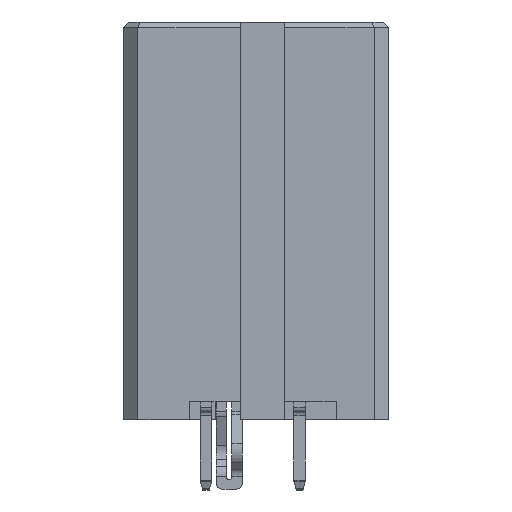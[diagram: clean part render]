
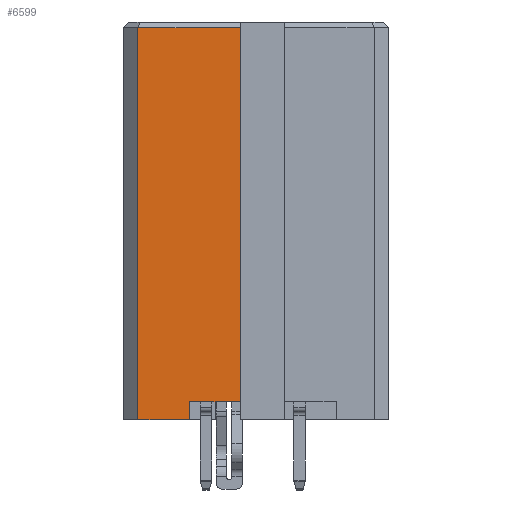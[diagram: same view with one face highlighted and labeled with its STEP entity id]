
A CAD part, left-side view. The second image highlights one B-rep face of the part: STEP entity #6599.
In plain terms, the highlighted planar face has unit normal (-1, 0, 0).
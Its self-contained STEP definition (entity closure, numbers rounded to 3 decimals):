
#2610=CARTESIAN_POINT('',(-14.62,6.415,-21.6));
#2611=VERTEX_POINT('',#2610);
#2636=CARTESIAN_POINT('',(-14.62,3.6,-21.6));
#2637=VERTEX_POINT('',#2636);
#2644=CARTESIAN_POINT('',(-14.62,3.6,-21.6));
#2645=DIRECTION('',(0.,1.,0.));
#2646=VECTOR('',#2645,2.815);
#2647=LINE('',#2644,#2646);
#2648=EDGE_CURVE('',#2637,#2611,#2647,.T.);
#2947=CARTESIAN_POINT('',(-14.62,3.6,-20.6));
#2948=VERTEX_POINT('',#2947);
#2957=CARTESIAN_POINT('',(-14.62,0.85,-20.6));
#2958=VERTEX_POINT('',#2957);
#2965=CARTESIAN_POINT('',(-14.62,0.85,-20.6));
#2966=DIRECTION('',(0.,1.,0.));
#2967=VECTOR('',#2966,2.75);
#2968=LINE('',#2965,#2967);
#2969=EDGE_CURVE('',#2958,#2948,#2968,.T.);
#2999=CARTESIAN_POINT('',(-14.62,3.6,-20.6));
#3000=DIRECTION('',(0.,0.,-1.));
#3001=VECTOR('',#3000,1.);
#3002=LINE('',#2999,#3001);
#3003=EDGE_CURVE('',#2948,#2637,#3002,.T.);
#6198=CARTESIAN_POINT('',(-14.62,6.415,-0.3));
#6199=VERTEX_POINT('',#6198);
#6200=CARTESIAN_POINT('',(-14.62,6.415,-21.6));
#6201=DIRECTION('',(0.,0.,1.));
#6202=VECTOR('',#6201,21.3);
#6203=LINE('',#6200,#6202);
#6204=EDGE_CURVE('',#2611,#6199,#6203,.T.);
#6564=CARTESIAN_POINT('',(-14.62,0.85,-0.3));
#6565=VERTEX_POINT('',#6564);
#6572=CARTESIAN_POINT('',(-14.62,0.85,-0.3));
#6573=DIRECTION('',(0.,0.,-1.));
#6574=VECTOR('',#6573,20.3);
#6575=LINE('',#6572,#6574);
#6576=EDGE_CURVE('',#6565,#2958,#6575,.T.);
#6581=CARTESIAN_POINT('',(-14.62,3.582,-10.8));
#6582=DIRECTION('',(0.,1.,0.));
#6583=DIRECTION('',(-1.,0.,-0.));
#6584=AXIS2_PLACEMENT_3D('',#6581,#6583,#6582);
#6585=PLANE('',#6584);
#6586=ORIENTED_EDGE('',*,*,#2648,.F.);
#6587=ORIENTED_EDGE('',*,*,#3003,.F.);
#6588=ORIENTED_EDGE('',*,*,#2969,.F.);
#6589=ORIENTED_EDGE('',*,*,#6576,.F.);
#6590=CARTESIAN_POINT('',(-14.62,0.85,-0.3));
#6591=DIRECTION('',(0.,1.,0.));
#6592=VECTOR('',#6591,5.565);
#6593=LINE('',#6590,#6592);
#6594=EDGE_CURVE('',#6565,#6199,#6593,.T.);
#6595=ORIENTED_EDGE('',*,*,#6594,.T.);
#6596=ORIENTED_EDGE('',*,*,#6204,.F.);
#6597=EDGE_LOOP('',(#6586,#6587,#6588,#6589,#6595,#6596));
#6598=FACE_OUTER_BOUND('',#6597,.T.);
#6599=ADVANCED_FACE('',(#6598),#6585,.T.);
